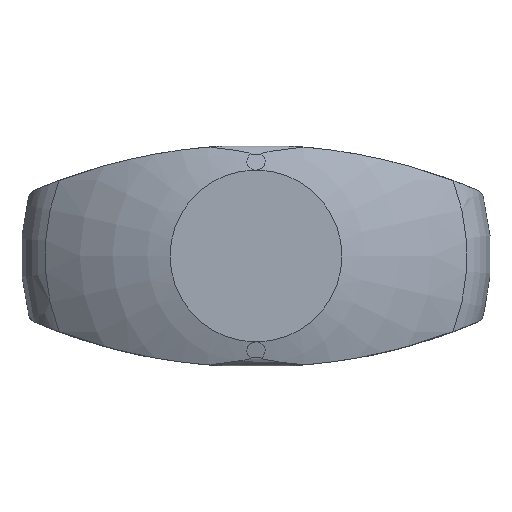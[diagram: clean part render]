
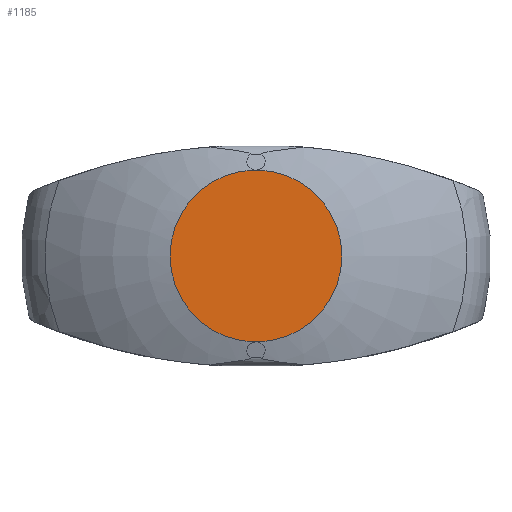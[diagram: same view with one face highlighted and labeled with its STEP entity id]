
A CAD part, top view. The second image highlights one B-rep face of the part: STEP entity #1185.
In plain terms, the highlighted planar face has unit normal (0, 0, 1).
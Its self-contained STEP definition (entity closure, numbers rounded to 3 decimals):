
#569=VERTEX_POINT('',#1591);
#851=EDGE_CURVE('',#1355,#955,#1902,.T.);
#905=EDGE_CURVE('',#1093,#569,#1959,.T.);
#955=VERTEX_POINT('',#2010);
#1093=VERTEX_POINT('',#2163);
#1185=ADVANCED_FACE('',(#2268),#2269,.F.);
#1283=EDGE_CURVE('',#1093,#955,#2374,.T.);
#1355=VERTEX_POINT('',#2450);
#1445=EDGE_CURVE('',#569,#1355,#2547,.T.);
#1591=CARTESIAN_POINT('',(-0.043,7.5,34.8));
#1902=CIRCLE('',#3711,7.5);
#1959=CIRCLE('',#3932,7.5);
#2010=CARTESIAN_POINT('',(0.043,-7.5,34.8));
#2163=CARTESIAN_POINT('',(-0.043,-7.5,34.8));
#2268=FACE_OUTER_BOUND('',#5067,.T.);
#2269=PLANE('',#5068);
#2374=LINE('',#5437,#5438);
#2450=CARTESIAN_POINT('',(0.043,7.5,34.8));
#2547=LINE('',#6106,#6107);
#3711=AXIS2_PLACEMENT_3D('',#6729,#6730,#6731);
#3932=AXIS2_PLACEMENT_3D('',#6781,#6782,#6783);
#5067=EDGE_LOOP('',(#7131,#7132,#7133,#7134));
#5068=AXIS2_PLACEMENT_3D('',#7135,#7136,#7137);
#5437=CARTESIAN_POINT('',(-30.0,-7.5,34.8));
#5438=VECTOR('',#7223,1.0);
#6106=CARTESIAN_POINT('',(-30.0,7.5,34.8));
#6107=VECTOR('',#7377,1.0);
#6729=CARTESIAN_POINT('',(0.,0.,34.8));
#6730=DIRECTION('',(0.,0.,-1.0));
#6731=DIRECTION('',(-1.0,0.,0.));
#6781=CARTESIAN_POINT('',(0.,0.,34.8));
#6782=DIRECTION('',(0.,0.,-1.0));
#6783=DIRECTION('',(-1.0,0.,0.));
#7131=ORIENTED_EDGE('',*,*,#851,.F.);
#7132=ORIENTED_EDGE('',*,*,#1445,.F.);
#7133=ORIENTED_EDGE('',*,*,#905,.F.);
#7134=ORIENTED_EDGE('',*,*,#1283,.T.);
#7135=CARTESIAN_POINT('',(-30.0,7.5,34.8));
#7136=DIRECTION('',(0.,0.,-1.0));
#7137=DIRECTION('',(0.,1.0,0.0));
#7223=DIRECTION('',(1.0,0.,0.));
#7377=DIRECTION('',(1.0,0.,0.));
